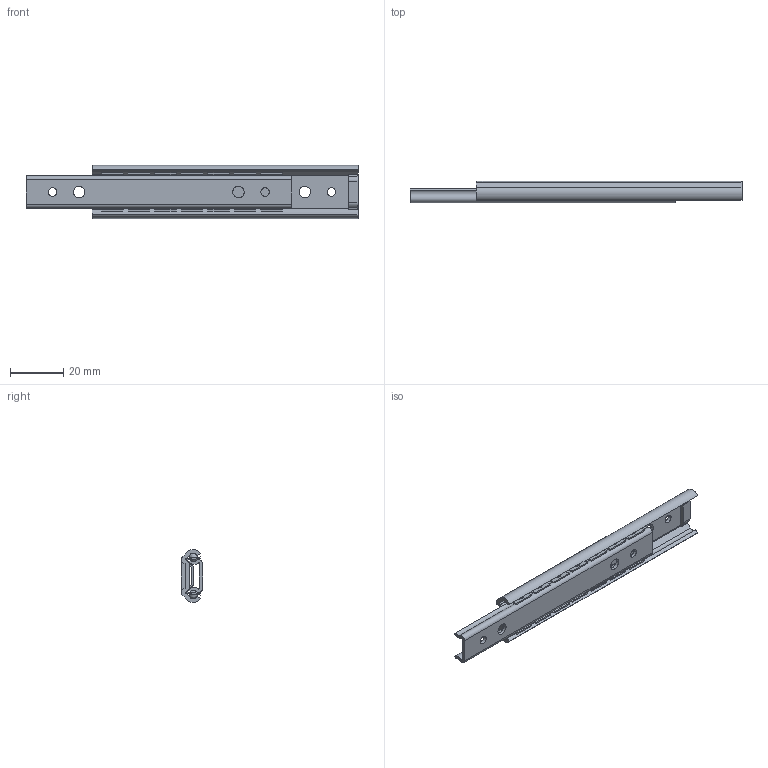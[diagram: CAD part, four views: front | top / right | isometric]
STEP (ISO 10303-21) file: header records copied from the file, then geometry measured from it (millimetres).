
FILE_DESCRIPTION((''),'2;1');
FILE_NAME('','2005-12-14T16:52:20',(''),(''),'','CADfix','');
FILE_SCHEMA(('AUTOMOTIVE_DESIGN'));
Length unit declared in the file: millimetre
Products named in the file (5): ball; retainer; member_B; member_A; TM_232_2_5554_36
Assembly tree (17 placements, depth 2):
  TM_232_2_5554_36
    ball  x14
    retainer
    member_B
    member_A
Bounding box: 125 x 8 x 20 mm (x, y, z)
Volume: 7029.3 mm3; surface area: 13719.3 mm2
Topology: 17 solids, 17 shells, 244 faces, 730 edges, 516 vertices
Faces by surface type: bspline 244
Entity records: 8509 total; most frequent: CARTESIAN_POINT 4415, ORIENTED_EDGE 1408, EDGE_CURVE 704, VERTEX_POINT 490, QUASI_UNIFORM_CURVE 350, EDGE_LOOP 262, FACE_OUTER_BOUND 218, ADVANCED_FACE 218
